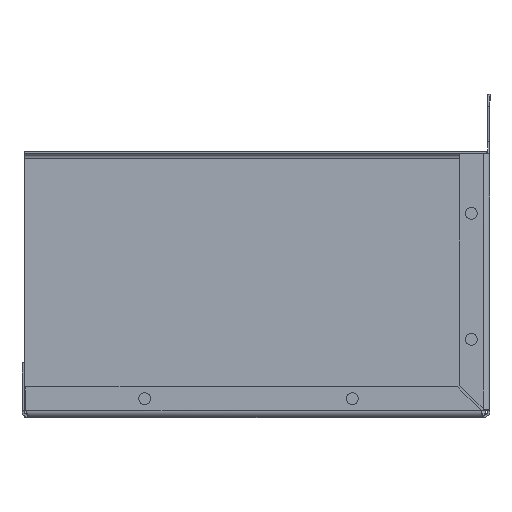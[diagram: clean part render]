
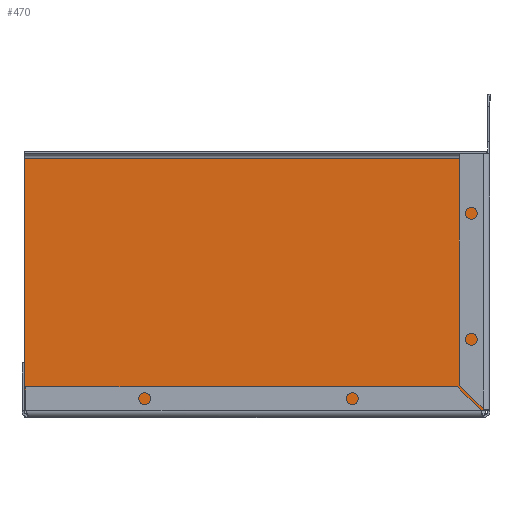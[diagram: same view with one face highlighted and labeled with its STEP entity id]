
A CAD part, front view. The second image highlights one B-rep face of the part: STEP entity #470.
In plain terms, the highlighted planar face has unit normal (0, -1, 0).
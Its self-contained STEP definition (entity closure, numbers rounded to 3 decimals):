
#25 = AXIS2_PLACEMENT_3D ( 'NONE', #86, #488, #1944 ) ;
#83 = ORIENTED_EDGE ( 'NONE', *, *, #1300, .F. ) ;
#86 = CARTESIAN_POINT ( 'NONE',  ( 0., 456.01, 0. ) ) ;
#113 = VERTEX_POINT ( 'NONE', #2249 ) ;
#193 = VECTOR ( 'NONE', #1080, 1000. ) ;
#201 = LINE ( 'NONE', #1006, #1776 ) ;
#236 = EDGE_CURVE ( 'NONE', #113, #2563, #322, .T. ) ;
#258 = LINE ( 'NONE', #1276, #2575 ) ;
#322 = LINE ( 'NONE', #2310, #193 ) ;
#394 = DIRECTION ( 'NONE',  ( 0., 0., 1. ) ) ;
#459 = CARTESIAN_POINT ( 'NONE',  ( -195., 456.01, 2. ) ) ;
#470 = ADVANCED_FACE ( 'NONE', ( #1303 ), #874, .T. ) ;
#488 = DIRECTION ( 'NONE',  ( 0., -1., 0. ) ) ;
#804 = VERTEX_POINT ( 'NONE', #2006 ) ;
#874 = PLANE ( 'NONE',  #25 ) ;
#888 = EDGE_CURVE ( 'NONE', #1604, #804, #201, .T. ) ;
#975 = ORIENTED_EDGE ( 'NONE', *, *, #236, .T. ) ;
#979 = CARTESIAN_POINT ( 'NONE',  ( -0.707, 456.01, 108. ) ) ;
#1006 = CARTESIAN_POINT ( 'NONE',  ( -195., 456.01, 110. ) ) ;
#1080 = DIRECTION ( 'NONE',  ( 0., 0., 1. ) ) ;
#1182 = EDGE_CURVE ( 'NONE', #804, #2563, #2541, .T. ) ;
#1212 = EDGE_LOOP ( 'NONE', ( #975, #2533, #2502, #83 ) ) ;
#1276 = CARTESIAN_POINT ( 'NONE',  ( 0., 456.01, 2. ) ) ;
#1300 = EDGE_CURVE ( 'NONE', #113, #1604, #258, .T. ) ;
#1303 = FACE_OUTER_BOUND ( 'NONE', #1212, .T. ) ;
#1576 = VECTOR ( 'NONE', #1837, 1000. ) ;
#1604 = VERTEX_POINT ( 'NONE', #459 ) ;
#1776 = VECTOR ( 'NONE', #394, 1000. ) ;
#1837 = DIRECTION ( 'NONE',  ( 1., 0., 0. ) ) ;
#1944 = DIRECTION ( 'NONE',  ( 0., 0., -1. ) ) ;
#2006 = CARTESIAN_POINT ( 'NONE',  ( -195., 456.01, 108. ) ) ;
#2025 = CARTESIAN_POINT ( 'NONE',  ( -195., 456.01, 108. ) ) ;
#2249 = CARTESIAN_POINT ( 'NONE',  ( -0.707, 456.01, 2. ) ) ;
#2310 = CARTESIAN_POINT ( 'NONE',  ( -0.707, 456.01, 0. ) ) ;
#2475 = DIRECTION ( 'NONE',  ( -1., 0., 0. ) ) ;
#2502 = ORIENTED_EDGE ( 'NONE', *, *, #888, .F. ) ;
#2533 = ORIENTED_EDGE ( 'NONE', *, *, #1182, .F. ) ;
#2541 = LINE ( 'NONE', #2025, #1576 ) ;
#2563 = VERTEX_POINT ( 'NONE', #979 ) ;
#2575 = VECTOR ( 'NONE', #2475, 1000. ) ;
